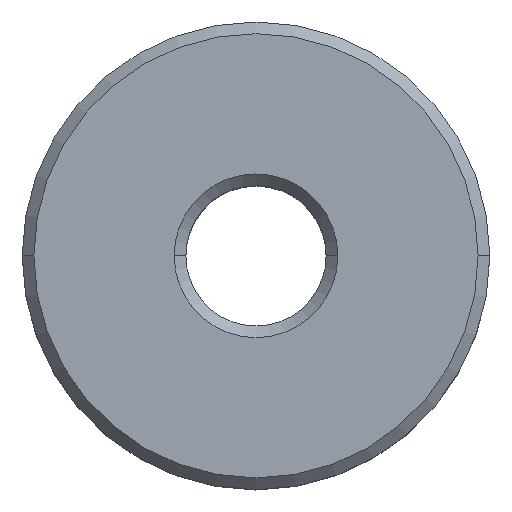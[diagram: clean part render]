
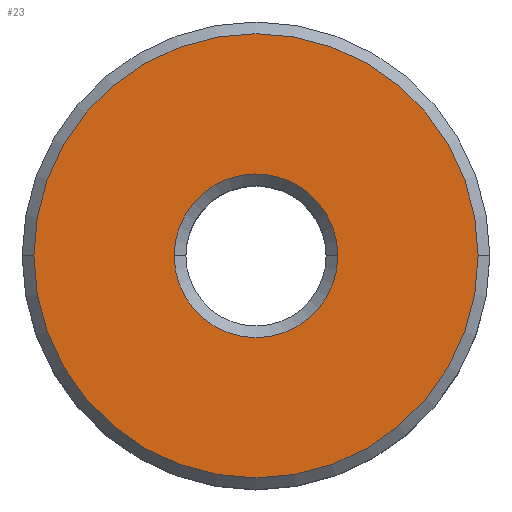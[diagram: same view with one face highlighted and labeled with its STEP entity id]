
A CAD part, top view. The second image highlights one B-rep face of the part: STEP entity #23.
In plain terms, the highlighted planar face has unit normal (0, 0, 1).
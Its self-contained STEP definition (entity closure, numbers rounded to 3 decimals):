
#8 = VERTEX_POINT ( 'NONE', #323 ) ;
#17 = EDGE_LOOP ( 'NONE', ( #27, #123 ) ) ;
#18 = EDGE_CURVE ( 'NONE', #8, #59, #272, .T. ) ;
#23 = ADVANCED_FACE ( 'NONE', ( #309, #276 ), #310, .T. ) ;
#25 = EDGE_CURVE ( 'NONE', #44, #96, #267, .T. ) ;
#27 = ORIENTED_EDGE ( 'NONE', *, *, #58, .T. ) ;
#44 = VERTEX_POINT ( 'NONE', #347 ) ;
#47 = EDGE_CURVE ( 'NONE', #96, #44, #338, .T. ) ;
#58 = EDGE_CURVE ( 'NONE', #59, #8, #409, .T. ) ;
#59 = VERTEX_POINT ( 'NONE', #410 ) ;
#96 = VERTEX_POINT ( 'NONE', #262 ) ;
#99 = EDGE_LOOP ( 'NONE', ( #102, #101 ) ) ;
#101 = ORIENTED_EDGE ( 'NONE', *, *, #47, .T. ) ;
#102 = ORIENTED_EDGE ( 'NONE', *, *, #25, .T. ) ;
#123 = ORIENTED_EDGE ( 'NONE', *, *, #18, .T. ) ;
#262 = CARTESIAN_POINT ( 'NONE',  ( 9.5, 0., 0. ) ) ;
#267 = CIRCLE ( 'NONE', #445, 9.5 ) ;
#268 = DIRECTION ( 'NONE',  ( 1., 0., 0. ) ) ;
#269 = DIRECTION ( 'NONE',  ( 0., 0., -1. ) ) ;
#270 = CARTESIAN_POINT ( 'NONE',  ( 0., 0., 0. ) ) ;
#271 = AXIS2_PLACEMENT_3D ( 'NONE', #270, #269, #268 ) ;
#272 = CIRCLE ( 'NONE', #271, 3.5 ) ;
#276 = FACE_BOUND ( 'NONE', #17, .T. ) ;
#277 = CARTESIAN_POINT ( 'NONE',  ( 0., 0., 0. ) ) ;
#278 = AXIS2_PLACEMENT_3D ( 'NONE', #277, #443, #442 ) ;
#309 = FACE_OUTER_BOUND ( 'NONE', #99, .T. ) ;
#310 = PLANE ( 'NONE',  #278 ) ;
#323 = CARTESIAN_POINT ( 'NONE',  ( -3.5, 0., 0. ) ) ;
#338 = CIRCLE ( 'NONE', #339, 9.5 ) ;
#339 = AXIS2_PLACEMENT_3D ( 'NONE', #418, #413, #412 ) ;
#347 = CARTESIAN_POINT ( 'NONE',  ( -9.5, 0., 0. ) ) ;
#405 = DIRECTION ( 'NONE',  ( 1., 0., 0. ) ) ;
#406 = DIRECTION ( 'NONE',  ( 0., 0., -1. ) ) ;
#407 = CARTESIAN_POINT ( 'NONE',  ( 0., 0., 0. ) ) ;
#408 = AXIS2_PLACEMENT_3D ( 'NONE', #407, #406, #405 ) ;
#409 = CIRCLE ( 'NONE', #408, 3.5 ) ;
#410 = CARTESIAN_POINT ( 'NONE',  ( 3.5, 0., 0. ) ) ;
#412 = DIRECTION ( 'NONE',  ( 1., 0., 0. ) ) ;
#413 = DIRECTION ( 'NONE',  ( 0., 0., 1. ) ) ;
#418 = CARTESIAN_POINT ( 'NONE',  ( 0., 0., 0. ) ) ;
#437 = DIRECTION ( 'NONE',  ( 1., 0., 0. ) ) ;
#438 = DIRECTION ( 'NONE',  ( 0., 0., 1. ) ) ;
#439 = CARTESIAN_POINT ( 'NONE',  ( 0., 0., 0. ) ) ;
#442 = DIRECTION ( 'NONE',  ( 1., 0., 0. ) ) ;
#443 = DIRECTION ( 'NONE',  ( 0., 0., 1. ) ) ;
#445 = AXIS2_PLACEMENT_3D ( 'NONE', #439, #438, #437 ) ;
